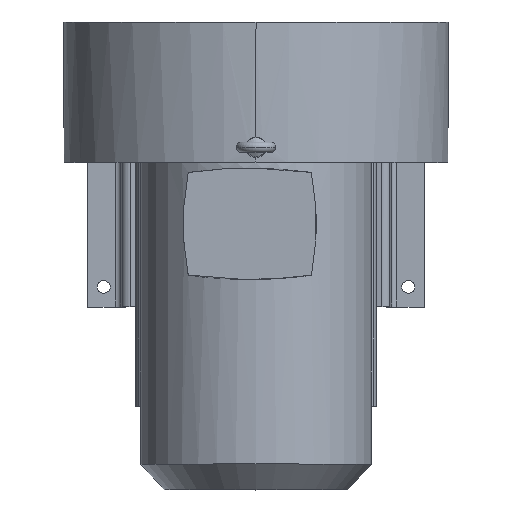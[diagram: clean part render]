
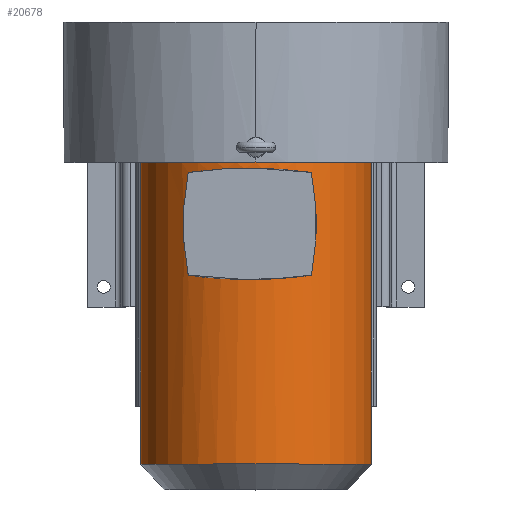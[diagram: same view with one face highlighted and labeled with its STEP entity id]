
A CAD part, top view. The second image highlights one B-rep face of the part: STEP entity #20678.
In plain terms, the highlighted cylindrical face has radius 135 mm (diameter 270 mm), a partial arc.
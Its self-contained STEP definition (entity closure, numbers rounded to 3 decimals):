
#289=CARTESIAN_POINT('',(0.,6.5,0.));
#290=DIRECTION('',(0.,-1.,0.));
#291=DIRECTION('',(1.,0.,0.));
#292=AXIS2_PLACEMENT_3D('',#289,#290,#291);
#6729=CARTESIAN_POINT('',(0.,-346.2,0.));
#6730=DIRECTION('',(0.,-1.,0.));
#6731=DIRECTION('',(1.,0.,0.));
#6732=AXIS2_PLACEMENT_3D('',#6729,#6730,#6731);
#6734=DIRECTION('',(0.,-1.,0.));
#6735=VECTOR('',#6734,352.7);
#6736=CARTESIAN_POINT('',(135.,6.5,0.));
#6737=LINE('',#6736,#6735);
#6738=CARTESIAN_POINT('',(64.718,-5.405,118.476));
#6739=CARTESIAN_POINT('',(62.809,-5.137,119.519));
#6740=CARTESIAN_POINT('',(58.927,-4.614,121.52));
#6741=CARTESIAN_POINT('',(52.885,-3.87,124.269));
#6742=CARTESIAN_POINT('',(46.73,-3.187,126.711));
#6743=CARTESIAN_POINT('',(40.542,-2.576,128.823));
#6744=CARTESIAN_POINT('',(34.334,-2.037,130.616));
#6745=CARTESIAN_POINT('',(27.756,-1.547,132.178));
#6746=CARTESIAN_POINT('',(20.509,-1.103,133.508));
#6747=CARTESIAN_POINT('',(12.255,-0.719,
134.541));
#6748=CARTESIAN_POINT('',(2.78,-0.442,
135.094));
#6749=CARTESIAN_POINT('',(-7.461,-0.341,
134.929));
#6750=CARTESIAN_POINT('',(-17.976,-0.452,
133.939));
#6751=CARTESIAN_POINT('',(-28.552,-0.779,
132.094));
#6752=CARTESIAN_POINT('',(-39.141,-1.324,
129.359));
#6753=CARTESIAN_POINT('',(-49.695,-2.085,
125.689));
#6754=CARTESIAN_POINT('',(-60.053,-3.044,
121.086));
#6755=CARTESIAN_POINT('',(-70.007,-4.165,
115.614));
#6756=CARTESIAN_POINT('',(-76.223,-4.984,
111.485));
#6757=CARTESIAN_POINT('',(-79.228,-5.406,
109.307));
#6759=CARTESIAN_POINT('',(-79.228,-5.406,
109.307));
#6760=CARTESIAN_POINT('',(-80.188,-10.319,
108.61));
#6761=CARTESIAN_POINT('',(-81.873,-20.19,
107.351));
#6762=CARTESIAN_POINT('',(-83.694,-35.169,
105.931));
#6763=CARTESIAN_POINT('',(-84.795,-50.259,
105.048));
#6764=CARTESIAN_POINT('',(-85.167,-65.407,
104.745));
#6765=CARTESIAN_POINT('',(-84.804,-80.555,
105.041));
#6766=CARTESIAN_POINT('',(-83.712,-95.645,
105.917));
#6767=CARTESIAN_POINT('',(-81.9,-110.625,
107.331));
#6768=CARTESIAN_POINT('',(-80.221,-120.498,
108.586));
#6769=CARTESIAN_POINT('',(-79.264,-125.411,
109.281));
#6771=CARTESIAN_POINT('',(-79.264,-125.411,
109.281));
#6772=CARTESIAN_POINT('',(-73.293,-126.265,
113.611));
#6773=CARTESIAN_POINT('',(-60.709,-127.844,
121.24));
#6774=CARTESIAN_POINT('',(-40.492,-129.581,
129.393));
#6775=CARTESIAN_POINT('',(-19.334,-130.528,
134.187));
#6776=CARTESIAN_POINT('',(2.189,-130.59,135.562));
#6777=CARTESIAN_POINT('',(23.943,-129.726,133.455));
#6778=CARTESIAN_POINT('',(44.976,-127.999,127.907));
#6779=CARTESIAN_POINT('',(58.335,-126.359,121.965));
#6780=CARTESIAN_POINT('',(64.746,-125.453,118.461));
#6782=CARTESIAN_POINT('',(64.746,-125.453,118.461));
#6783=CARTESIAN_POINT('',(65.704,-120.526,117.937));
#6784=CARTESIAN_POINT('',(67.382,-110.63,116.99));
#6785=CARTESIAN_POINT('',(69.19,-95.638,115.925));
#6786=CARTESIAN_POINT('',(70.278,-80.556,115.266));
#6787=CARTESIAN_POINT('',(70.64,-65.426,115.043));
#6788=CARTESIAN_POINT('',(70.271,-50.297,115.27));
#6789=CARTESIAN_POINT('',(69.176,-35.216,115.934));
#6790=CARTESIAN_POINT('',(67.361,-20.226,117.002));
#6791=CARTESIAN_POINT('',(65.679,-10.332,117.951));
#6792=CARTESIAN_POINT('',(64.718,-5.405,118.476));
#6817=DIRECTION('',(0.,-1.,0.));
#6818=VECTOR('',#6817,352.7);
#6819=CARTESIAN_POINT('',(-135.,6.5,0.));
#6820=LINE('',#6819,#6818);
#7865=CARTESIAN_POINT('',(135.,6.5,0.));
#7866=CARTESIAN_POINT('',(-135.,6.5,0.));
#7867=VERTEX_POINT('',#7865);
#7868=VERTEX_POINT('',#7866);
#7873=CARTESIAN_POINT('',(-135.,-346.2,0.));
#7874=CARTESIAN_POINT('',(135.,-346.2,0.));
#7875=VERTEX_POINT('',#7873);
#7876=VERTEX_POINT('',#7874);
#7881=VERTEX_POINT('',#6738);
#7882=VERTEX_POINT('',#6757);
#7883=VERTEX_POINT('',#6769);
#7884=VERTEX_POINT('',#6780);
#20654=CARTESIAN_POINT('',(0.,6.5,0.));
#20655=DIRECTION('',(0.,-1.,0.));
#20656=DIRECTION('',(1.,0.,0.));
#20657=AXIS2_PLACEMENT_3D('',#20654,#20655,#20656);
#20658=CYLINDRICAL_SURFACE('',#20657,135.);
#20660=ORIENTED_EDGE('',*,*,#20659,.T.);
#20662=ORIENTED_EDGE('',*,*,#20661,.F.);
#20663=ORIENTED_EDGE('',*,*,#8771,.F.);
#20665=ORIENTED_EDGE('',*,*,#20664,.T.);
#20666=EDGE_LOOP('',(#20660,#20662,#20663,#20665));
#20667=FACE_OUTER_BOUND('',#20666,.F.);
#20669=ORIENTED_EDGE('',*,*,#20668,.T.);
#20671=ORIENTED_EDGE('',*,*,#20670,.T.);
#20673=ORIENTED_EDGE('',*,*,#20672,.T.);
#20675=ORIENTED_EDGE('',*,*,#20674,.T.);
#20676=EDGE_LOOP('',(#20669,#20671,#20673,#20675));
#20677=FACE_BOUND('',#20676,.F.);
#20678=ADVANCED_FACE('',(#20667,#20677),#20658,.T.);
#293=CIRCLE('',#292,135.);
#6733=CIRCLE('',#6732,135.);
#6758=B_SPLINE_CURVE_WITH_KNOTS('',3,(#6738,#6739,#6740,#6741,#6742,#6743,#6744,
#6745,#6746,#6747,#6748,#6749,#6750,#6751,#6752,#6753,#6754,#6755,#6756,#6757),
.UNSPECIFIED.,.F.,.F.,(4,1,1,1,1,1,1,1,1,1,1,1,1,1,1,1,1,4),(0.,
0.059,0.118,0.176,0.235,
0.294,0.353,0.412,0.471,
0.529,0.588,0.647,0.706,
0.765,0.824,0.882,0.941,1.),
.UNSPECIFIED.);
#6770=B_SPLINE_CURVE_WITH_KNOTS('',3,(#6759,#6760,#6761,#6762,#6763,#6764,#6765,
#6766,#6767,#6768,#6769),.UNSPECIFIED.,.F.,.F.,(4,1,1,1,1,1,1,1,4),(0.,
0.125,0.25,0.375,0.5,0.625,0.75,0.875,1.),.UNSPECIFIED.);
#6781=B_SPLINE_CURVE_WITH_KNOTS('',3,(#6771,#6772,#6773,#6774,#6775,#6776,#6777,
#6778,#6779,#6780),.UNSPECIFIED.,.F.,.F.,(4,1,1,1,1,1,1,4),(0.,
0.143,0.286,0.429,0.571,
0.714,0.857,1.),.UNSPECIFIED.);
#6793=B_SPLINE_CURVE_WITH_KNOTS('',3,(#6782,#6783,#6784,#6785,#6786,#6787,#6788,
#6789,#6790,#6791,#6792),.UNSPECIFIED.,.F.,.F.,(4,1,1,1,1,1,1,1,4),(0.,
0.125,0.25,0.375,0.5,0.625,0.75,0.875,1.),.UNSPECIFIED.);
#8771=EDGE_CURVE('',#7867,#7868,#293,.T.);
#20659=EDGE_CURVE('',#7876,#7875,#6733,.T.);
#20661=EDGE_CURVE('',#7868,#7875,#6820,.T.);
#20664=EDGE_CURVE('',#7867,#7876,#6737,.T.);
#20668=EDGE_CURVE('',#7881,#7882,#6758,.T.);
#20670=EDGE_CURVE('',#7882,#7883,#6770,.T.);
#20672=EDGE_CURVE('',#7883,#7884,#6781,.T.);
#20674=EDGE_CURVE('',#7884,#7881,#6793,.T.);
